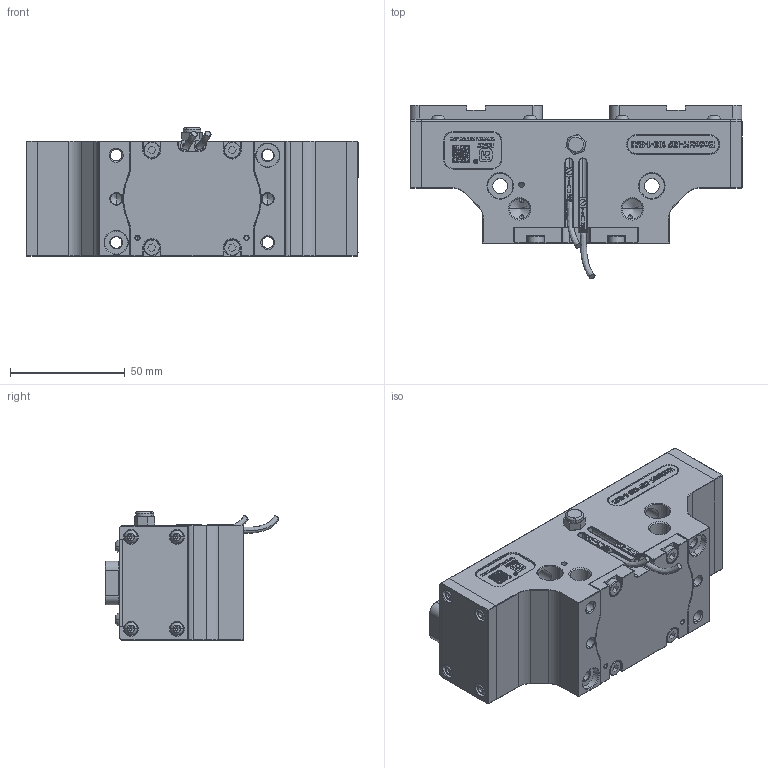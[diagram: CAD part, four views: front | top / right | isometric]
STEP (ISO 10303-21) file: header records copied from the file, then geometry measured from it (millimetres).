
FILE_DESCRIPTION (( 'STEP AP203' ), '1' );
FILE_NAME ('FY-JGP 100-1-SAD.STEP', '2024-04-13T02:07:56', ( 'User' ), ( 'Microsoft' ), 'SwSTEP 2.0', 'SolidWorks 2015', '' );
FILE_SCHEMA (( 'CONFIG_CONTROL_DESIGN' ));
Length unit declared in the file: millimetre
Products named in the file (18): hexagon socket button head screws gb_GB_SOCKET_TYPE7 M3X10-N; FY-JGP 100-1綴裔; FY-JGP 100-1-SAD滅鳥輸; M4X10情芛蹟隊; FY-JGP 100-1-SAD前盖 ; hex socket set screws with flat point gb_GB_FASTENER_SCREWS_HSFP M5X5-N; hexagon socket button head screws gb_GB_SOCKET_TYPE7 M3X8-N; FY-JGZ 125-1-SADLOGO; 薦ьんM5; 本公司二维码-梵煜2; 10X6X5肣杶; 陔遴LOGO齪郪磁; FY-JGP 100-1-SAD褲极; FY-JGP 100-1-SAD; FY-JGP 100-1-SAD賑輸; FY-JGP 100-1-SAD倰瘍齪; FY-JGP 100-1-SAD傷裔; 棠俶羲壽4.0X15
Assembly tree (41 placements, depth 3):
  FY-JGP 100-1-SAD
    FY-JGP 100-1-SAD褲极
    FY-JGP 100-1-SAD倰瘍齪
    棠俶羲壽4.0X15  x2
    FY-JGP 100-1綴裔
    M4X10情芛蹟隊  x4
    hex socket set screws with flat point gb_GB_FASTENER_SCREWS_HSFP M5X5-N
    陔遴LOGO齪郪磁
      FY-JGZ 125-1-SADLOGO
      本公司二维码-梵煜2
    FY-JGP 100-1-SAD賑輸  x2
    FY-JGP 100-1-SAD傷裔  x2
    hexagon socket button head screws gb_GB_SOCKET_TYPE7 M3X10-N  x8
    FY-JGP 100-1-SAD滅鳥輸  x2
    FY-JGP 100-1-SAD前盖 
    hexagon socket button head screws gb_GB_SOCKET_TYPE7 M3X8-N  x8
    薦ьんM5
    10X6X5肣杶  x4
Bounding box: 144.5 x 75.57 x 55.99 mm (x, y, z)
Volume: 292908.9 mm3; surface area: 98397.7 mm2
Topology: 50 solids, 50 shells, 2743 faces, 6845 edges, 4312 vertices
Faces by surface type: plane 1600, cylinder 494, cone 324, bspline 267, sphere 32, torus 26
Entity records: 78010 total; most frequent: CARTESIAN_POINT 26745, ORIENTED_EDGE 10374, DIRECTION 9342, EDGE_CURVE 5187, LINE 3784, VECTOR 3784, VERTEX_POINT 3344, AXIS2_PLACEMENT_3D 2779
